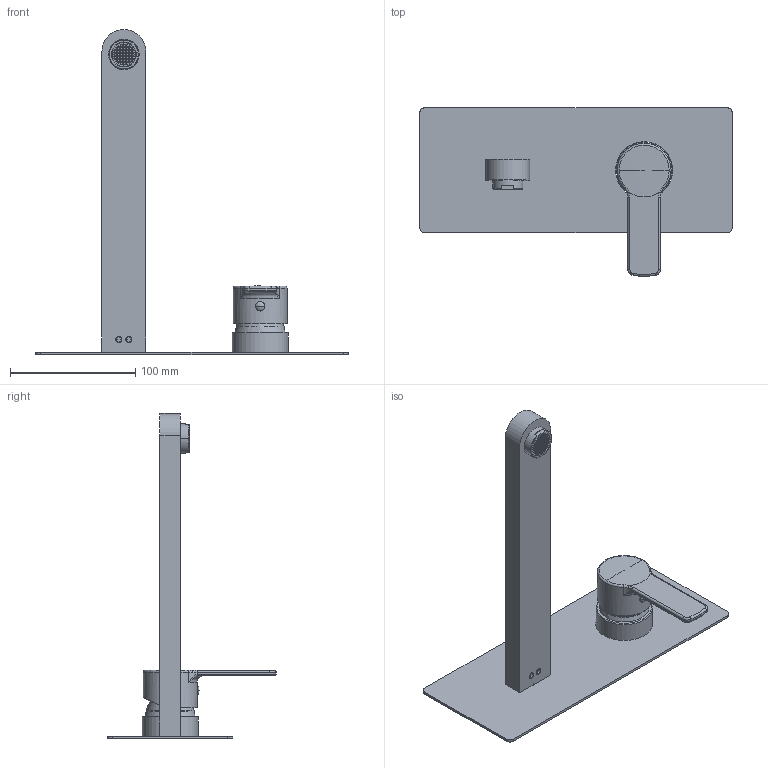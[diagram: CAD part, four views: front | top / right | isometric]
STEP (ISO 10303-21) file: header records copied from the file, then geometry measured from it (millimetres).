
FILE_DESCRIPTION((''),'2;1');
FILE_NAME('RED106CR','2021-11-08T15:55:11',('ut3'),('PAFFONI SpA'),'CREO PARAMETRIC BY PTC INC, 2020044','CREO PARAMETRIC BY PTC INC, 2020044','');
FILE_SCHEMA(('CONFIG_CONTROL_DESIGN','SHAPE_APPEARANCE_LAYERS_GROUPS'));
Products named in the file (1): RED106CR
Bounding box: 250 x 134.91 x 260 mm (x, y, z)
Volume: 219688.6 mm3; surface area: 123632 mm2
Topology: 4 solids, 4 shells, 2520 faces, 7241 edges, 4705 vertices
Faces by surface type: plane 2011, cylinder 283, torus 90, cone 68, bspline 40, sphere 28
Entity records: 96569 total; most frequent: CARTESIAN_POINT 20684, ORIENTED_EDGE 14466, DIRECTION 13523, EDGE_CURVE 7233, VECTOR 4947, LINE 4947, VERTEX_POINT 4705, AXIS2_PLACEMENT_3D 4288
